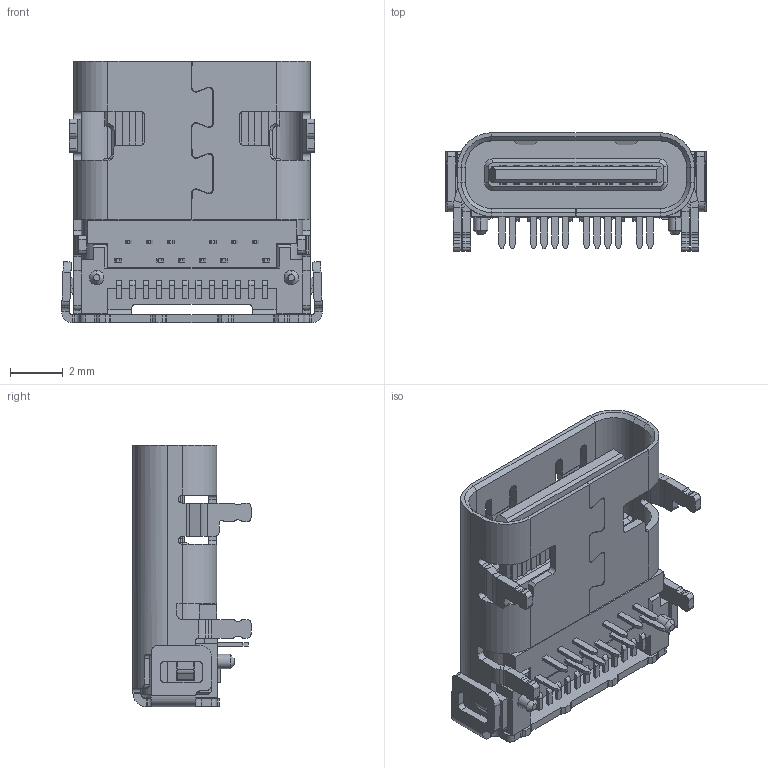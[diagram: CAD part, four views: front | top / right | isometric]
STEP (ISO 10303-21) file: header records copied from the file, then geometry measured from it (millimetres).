
FILE_DESCRIPTION (( 'STEP AP214' ), '1' );
FILE_NAME ('TYPE-C-31-M-04.STEP', '2021-11-23T13:09:59', ( '' ), ( '' ), 'SwSTEP 2.0', 'SolidWorks 2017', '' );
FILE_SCHEMA (( 'AUTOMOTIVE_DESIGN' ));
Length unit declared in the file: millimetre
Products named in the file (1): TYPE-C-31-M-04
Bounding box: 9.85 x 4.46 x 9.87 mm (x, y, z)
Volume: 167.2 mm3; surface area: 684 mm2
Topology: 50 solids, 50 shells, 905 faces, 2169 edges, 1362 vertices
Faces by surface type: plane 669, cylinder 206, cone 22, bspline 8
Entity records: 26506 total; most frequent: CARTESIAN_POINT 4829, ORIENTED_EDGE 4338, DIRECTION 4317, EDGE_CURVE 2169, VECTOR 1689, LINE 1689, VERTEX_POINT 1362, AXIS2_PLACEMENT_3D 1314
